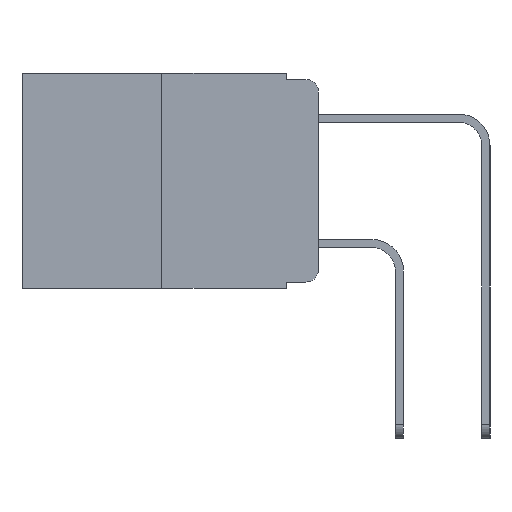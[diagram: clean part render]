
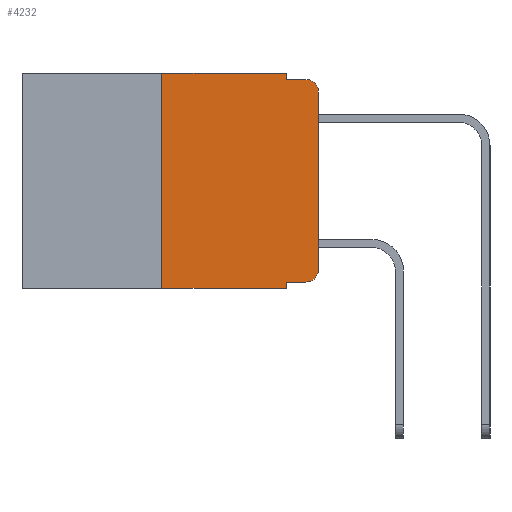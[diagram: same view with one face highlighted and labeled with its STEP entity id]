
A CAD part, left-side view. The second image highlights one B-rep face of the part: STEP entity #4232.
In plain terms, the highlighted planar face has unit normal (-1, 0, 0).
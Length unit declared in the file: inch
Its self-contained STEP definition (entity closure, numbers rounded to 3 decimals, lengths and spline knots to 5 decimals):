
#25 = VECTOR ( 'NONE', #9918, 39.37008 ) ;
#157 = VERTEX_POINT ( 'NONE', #2616 ) ;
#500 = VECTOR ( 'NONE', #12091, 39.37008 ) ;
#675 = VERTEX_POINT ( 'NONE', #2210 ) ;
#691 = CARTESIAN_POINT ( 'NONE',  ( 0., 0.473, 0. ) ) ;
#721 = VERTEX_POINT ( 'NONE', #12351 ) ;
#782 = CARTESIAN_POINT ( 'NONE',  ( 0., 0.051, 0. ) ) ;
#1112 = LINE ( 'NONE', #12753, #10231 ) ;
#1915 = CARTESIAN_POINT ( 'NONE',  ( 0., 0., 0. ) ) ;
#1925 = PLANE ( 'NONE',  #10546 ) ;
#2210 = CARTESIAN_POINT ( 'NONE',  ( 0., 0.25, -0.343 ) ) ;
#2616 = CARTESIAN_POINT ( 'NONE',  ( 0., 0., -0.03 ) ) ;
#2857 = VERTEX_POINT ( 'NONE', #12653 ) ;
#3414 = VERTEX_POINT ( 'NONE', #7269 ) ;
#3494 = CARTESIAN_POINT ( 'NONE',  ( 0., 0.02, -0.333 ) ) ;
#3700 = ORIENTED_EDGE ( 'NONE', *, *, #6221, .F. ) ;
#3723 = VERTEX_POINT ( 'NONE', #11096 ) ;
#4166 = EDGE_CURVE ( 'NONE', #3723, #11935, #6942, .T. ) ;
#4202 = DIRECTION ( 'NONE',  ( 0., -1., 0. ) ) ;
#4232 = ADVANCED_FACE ( 'NONE', ( #14505 ), #1925, .F. ) ;
#4260 = VECTOR ( 'NONE', #13836, 39.37008 ) ;
#4327 = CARTESIAN_POINT ( 'NONE',  ( 0., 0.02, -0.03 ) ) ;
#4360 = DIRECTION ( 'NONE',  ( 0., 0., -1. ) ) ;
#4370 = DIRECTION ( 'NONE',  ( 0., 0., -1. ) ) ;
#4487 = ORIENTED_EDGE ( 'NONE', *, *, #12297, .F. ) ;
#4618 = LINE ( 'NONE', #7726, #12328 ) ;
#4675 = ORIENTED_EDGE ( 'NONE', *, *, #12553, .T. ) ;
#4700 = CARTESIAN_POINT ( 'NONE',  ( 0., 0.25, 0. ) ) ;
#4829 = VERTEX_POINT ( 'NONE', #8089 ) ;
#5112 = VECTOR ( 'NONE', #5579, 39.37008 ) ;
#5122 = CARTESIAN_POINT ( 'NONE',  ( 0., 0.473, -0.343 ) ) ;
#5169 = EDGE_CURVE ( 'NONE', #157, #721, #10226, .T. ) ;
#5240 = AXIS2_PLACEMENT_3D ( 'NONE', #4327, #12043, #5504 ) ;
#5504 = DIRECTION ( 'NONE',  ( 0., 0., -1. ) ) ;
#5527 = VERTEX_POINT ( 'NONE', #6331 ) ;
#5579 = DIRECTION ( 'NONE',  ( 0., -1., 0. ) ) ;
#5846 = LINE ( 'NONE', #11032, #5112 ) ;
#5855 = DIRECTION ( 'NONE',  ( 0., 0., 1. ) ) ;
#6213 = VECTOR ( 'NONE', #5855, 39.37008 ) ;
#6221 = EDGE_CURVE ( 'NONE', #2857, #3414, #6468, .T. ) ;
#6239 = DIRECTION ( 'NONE',  ( -1., 0., 0. ) ) ;
#6282 = DIRECTION ( 'NONE',  ( 0., -1., 0. ) ) ;
#6331 = CARTESIAN_POINT ( 'NONE',  ( 0., 0.051, -0.343 ) ) ;
#6383 = CIRCLE ( 'NONE', #8467, 0.02 ) ;
#6468 = LINE ( 'NONE', #782, #500 ) ;
#6942 = LINE ( 'NONE', #9745, #7285 ) ;
#6979 = ORIENTED_EDGE ( 'NONE', *, *, #8716, .F. ) ;
#7269 = CARTESIAN_POINT ( 'NONE',  ( 0., 0.051, -0.01 ) ) ;
#7285 = VECTOR ( 'NONE', #4202, 39.37008 ) ;
#7553 = EDGE_CURVE ( 'NONE', #675, #5527, #10504, .T. ) ;
#7726 = CARTESIAN_POINT ( 'NONE',  ( 0., 0.051, 0. ) ) ;
#8089 = CARTESIAN_POINT ( 'NONE',  ( 0., 0.25, 0. ) ) ;
#8467 = AXIS2_PLACEMENT_3D ( 'NONE', #12715, #6239, #13799 ) ;
#8716 = EDGE_CURVE ( 'NONE', #3723, #5527, #4618, .T. ) ;
#9144 = LINE ( 'NONE', #4700, #6213 ) ;
#9301 = LINE ( 'NONE', #1915, #25 ) ;
#9390 = VERTEX_POINT ( 'NONE', #9607 ) ;
#9596 = EDGE_CURVE ( 'NONE', #9390, #157, #9301, .T. ) ;
#9607 = CARTESIAN_POINT ( 'NONE',  ( 0., 0., -0.313 ) ) ;
#9674 = ORIENTED_EDGE ( 'NONE', *, *, #12950, .F. ) ;
#9745 = CARTESIAN_POINT ( 'NONE',  ( 0., 0.051, -0.333 ) ) ;
#9918 = DIRECTION ( 'NONE',  ( 0., 0., 1. ) ) ;
#10188 = ORIENTED_EDGE ( 'NONE', *, *, #4166, .T. ) ;
#10226 = CIRCLE ( 'NONE', #5240, 0.02 ) ;
#10231 = VECTOR ( 'NONE', #6282, 39.37008 ) ;
#10504 = LINE ( 'NONE', #5122, #4260 ) ;
#10546 = AXIS2_PLACEMENT_3D ( 'NONE', #691, #10979, #4360 ) ;
#10979 = DIRECTION ( 'NONE',  ( 1., 0., 0. ) ) ;
#11032 = CARTESIAN_POINT ( 'NONE',  ( 0., 0.473, 0. ) ) ;
#11096 = CARTESIAN_POINT ( 'NONE',  ( 0., 0.051, -0.333 ) ) ;
#11333 = EDGE_CURVE ( 'NONE', #3414, #721, #1112, .T. ) ;
#11551 = ORIENTED_EDGE ( 'NONE', *, *, #5169, .T. ) ;
#11935 = VERTEX_POINT ( 'NONE', #3494 ) ;
#12043 = DIRECTION ( 'NONE',  ( -1., 0., 0. ) ) ;
#12091 = DIRECTION ( 'NONE',  ( 0., 0., -1. ) ) ;
#12209 = ORIENTED_EDGE ( 'NONE', *, *, #11333, .F. ) ;
#12297 = EDGE_CURVE ( 'NONE', #675, #4829, #9144, .T. ) ;
#12328 = VECTOR ( 'NONE', #4370, 39.37008 ) ;
#12351 = CARTESIAN_POINT ( 'NONE',  ( 0., 0.02, -0.01 ) ) ;
#12466 = EDGE_LOOP ( 'NONE', ( #14043, #11551, #12209, #3700, #9674, #4487, #14536, #6979, #10188, #4675 ) ) ;
#12553 = EDGE_CURVE ( 'NONE', #11935, #9390, #6383, .T. ) ;
#12653 = CARTESIAN_POINT ( 'NONE',  ( 0., 0.051, 0. ) ) ;
#12715 = CARTESIAN_POINT ( 'NONE',  ( 0., 0.02, -0.313 ) ) ;
#12753 = CARTESIAN_POINT ( 'NONE',  ( 0., 0.051, -0.01 ) ) ;
#12950 = EDGE_CURVE ( 'NONE', #4829, #2857, #5846, .T. ) ;
#13799 = DIRECTION ( 'NONE',  ( 0., 0., -1. ) ) ;
#13836 = DIRECTION ( 'NONE',  ( 0., -1., 0. ) ) ;
#14043 = ORIENTED_EDGE ( 'NONE', *, *, #9596, .T. ) ;
#14505 = FACE_OUTER_BOUND ( 'NONE', #12466, .T. ) ;
#14536 = ORIENTED_EDGE ( 'NONE', *, *, #7553, .T. ) ;
